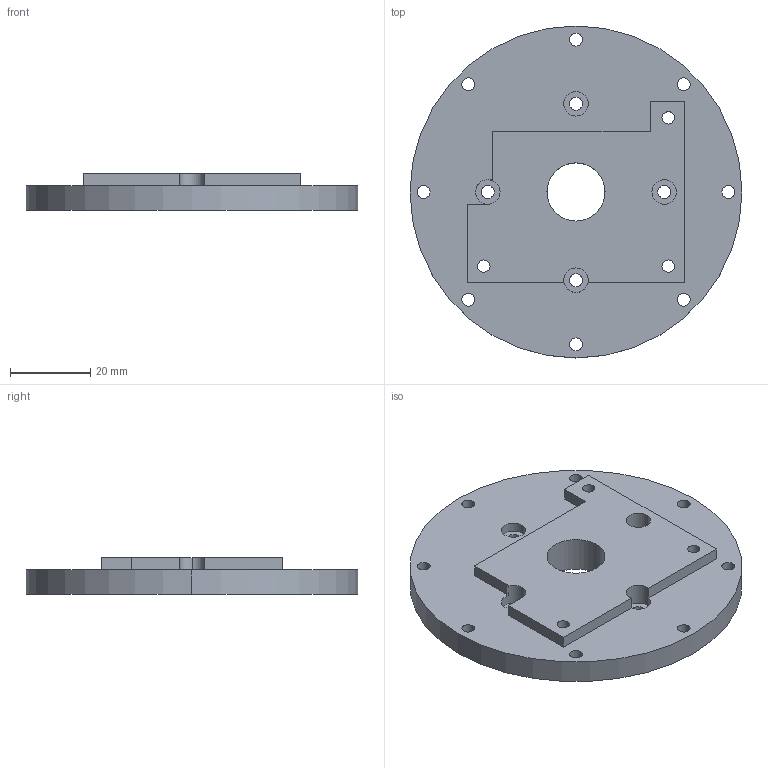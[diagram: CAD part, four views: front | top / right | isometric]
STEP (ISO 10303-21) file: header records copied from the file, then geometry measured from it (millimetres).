
FILE_DESCRIPTION (( 'STEP AP214' ), '1' );
FILE_NAME ('bottom_lid_J3.STEP', '2021-04-07T09:58:44', ( '' ), ( '' ), 'SwSTEP 2.0', 'SolidWorks 2020', '' );
FILE_SCHEMA (( 'AUTOMOTIVE_DESIGN' ));
Length unit declared in the file: millimetre
Products named in the file (1): bottom_lid_J3
Bounding box: 82.8 x 82.8 x 9 mm (x, y, z)
Volume: 35594.4 mm3; surface area: 13921.6 mm2
Topology: 1 solids, 1 shells, 59 faces, 162 edges, 108 vertices
Faces by surface type: cylinder 42, plane 17
Entity records: 2022 total; most frequent: DIRECTION 370, CARTESIAN_POINT 330, ORIENTED_EDGE 324, EDGE_CURVE 162, AXIS2_PLACEMENT_3D 148, VERTEX_POINT 108, EDGE_LOOP 94, CIRCLE 88
